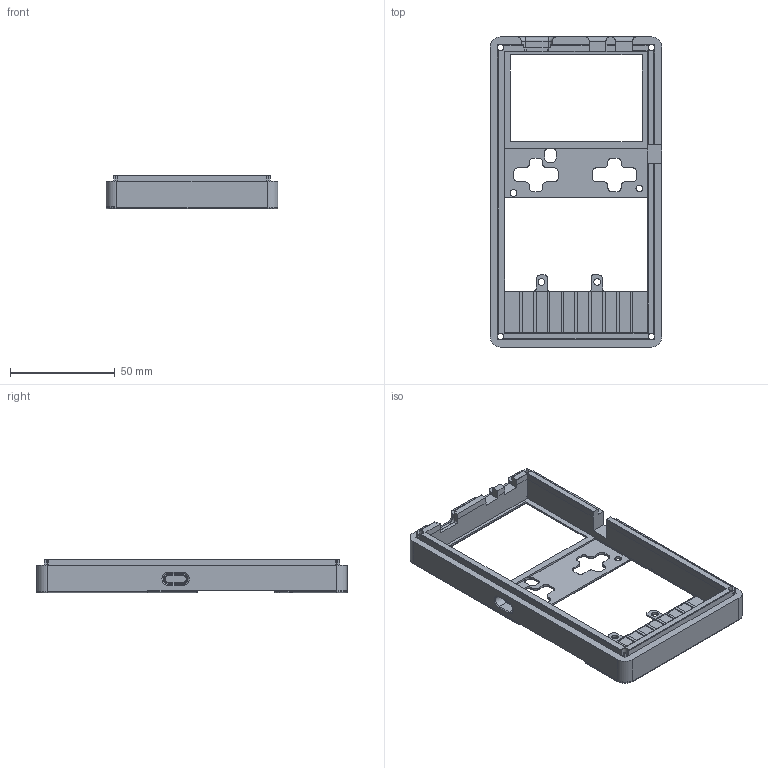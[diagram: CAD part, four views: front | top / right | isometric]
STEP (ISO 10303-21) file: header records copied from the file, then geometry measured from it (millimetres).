
FILE_DESCRIPTION (( 'STEP AP214' ), '1' );
FILE_NAME ('topcover.STEP', '2022-07-22T21:00:17', ( '' ), ( '' ), 'SwSTEP 2.0', 'SolidWorks 2021', '' );
FILE_SCHEMA (( 'AUTOMOTIVE_DESIGN' ));
Length unit declared in the file: millimetre
Products named in the file (1): topcover
Bounding box: 82 x 148 x 16.2 mm (x, y, z)
Volume: 45431.9 mm3; surface area: 26775.7 mm2
Topology: 1 solids, 1 shells, 593 faces, 1589 edges, 1007 vertices
Faces by surface type: plane 275, cylinder 175, bspline 89, torus 50, sphere 4
Entity records: 24603 total; most frequent: CARTESIAN_POINT 8490, ORIENTED_EDGE 3162, DIRECTION 2740, EDGE_CURVE 1581, VERTEX_POINT 1007, VECTOR 978, LINE 978, AXIS2_PLACEMENT_3D 881
